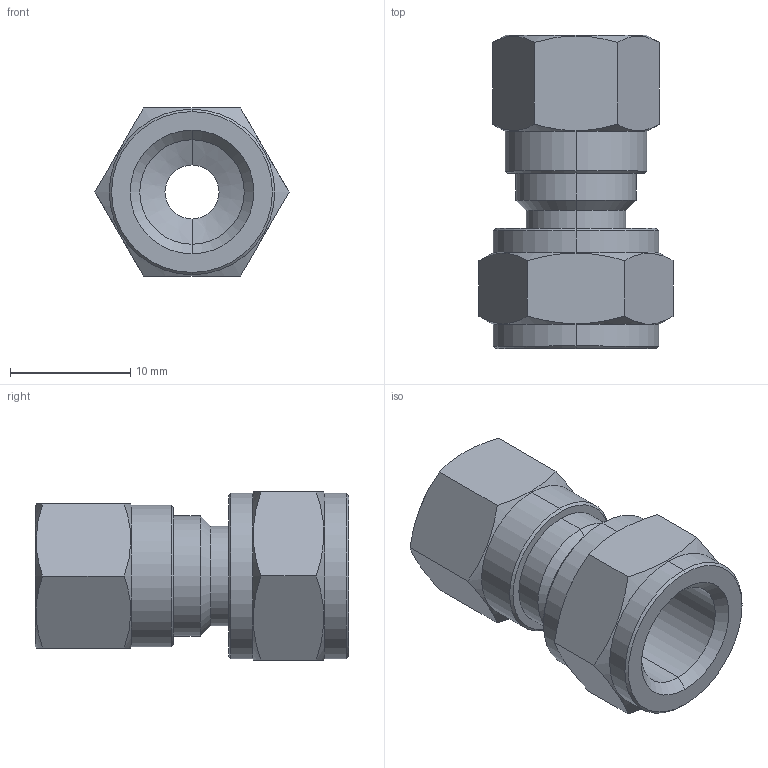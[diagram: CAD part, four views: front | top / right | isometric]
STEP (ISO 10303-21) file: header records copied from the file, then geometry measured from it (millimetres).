
FILE_DESCRIPTION (( 'STEP AP203' ), '1' );
FILE_NAME ('03030031.STEP', '2011-10-28T12:31:46', ( '' ), ( 'sopra-pneumatic' ), 'SwSTEP 2.0', 'SolidWorks 2011', '' );
FILE_SCHEMA (( 'CONFIG_CONTROL_DESIGN' ));
Length unit declared in the file: millimetre
Products named in the file (1): 03030031
Bounding box: 16.17 x 26.09 x 14 mm (x, y, z)
Volume: 2316.9 mm3; surface area: 1966 mm2
Topology: 1 solids, 1 shells, 55 faces, 126 edges, 76 vertices
Faces by surface type: cone 22, plane 17, cylinder 16
Entity records: 1797 total; most frequent: CARTESIAN_POINT 506, ORIENTED_EDGE 252, DIRECTION 250, EDGE_CURVE 126, AXIS2_PLACEMENT_3D 100, VERTEX_POINT 76, EDGE_LOOP 60, ADVANCED_FACE 55
